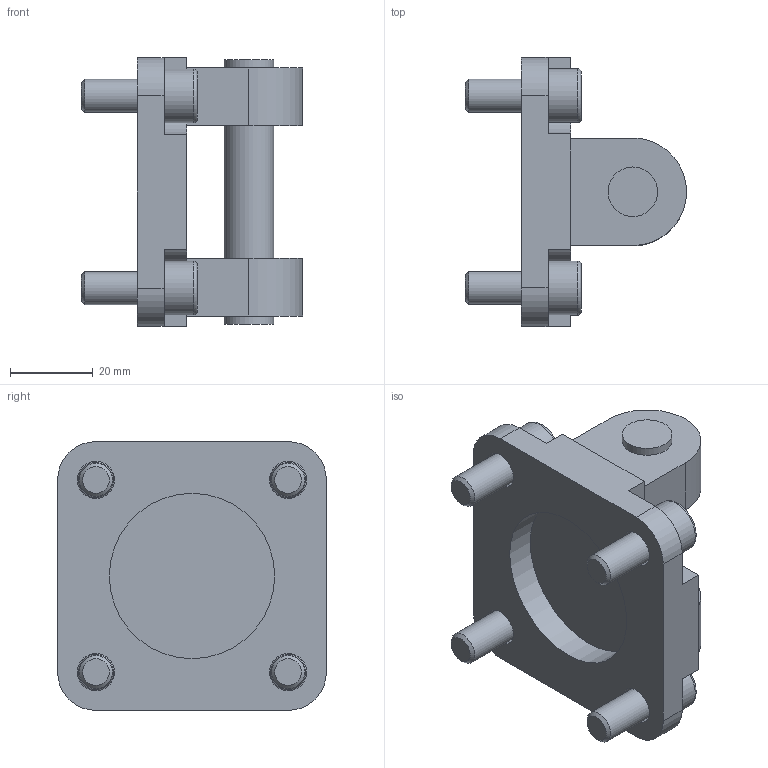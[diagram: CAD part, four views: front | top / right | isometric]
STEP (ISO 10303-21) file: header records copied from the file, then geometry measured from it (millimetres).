
FILE_DESCRIPTION(('HOOPS Exchange Step'),'2;1');
FILE_NAME('export-72FA7A09-94F2-4C44-A7F0-DAD1C1595574.stp','2021-10-01T11:11:04+02:00',('User'),('Alibre'),'HOOPS Exchange 2020.1','Alibre','Unknown authorisation');
FILE_SCHEMA( ('AP242_MANAGED_MODEL_BASED_3D_ENGINEERING_MIM_LF {1 0 10303 442 1 1 4 }') );
Length unit declared in the file: millimetre
Products named in the file (3): 3779-1 W0950502003 Female Hinge; 3779-2 DIN 912 M8x20; 3779 W0950502003 Female Hinge - Model B 050
Assembly tree (5 placements, depth 2):
  3779 W0950502003 Female Hinge - Model B 050
    3779-1 W0950502003 Female Hinge
    3779-2 DIN 912 M8x20  x4
Bounding box: 53.5 x 65 x 65 mm (x, y, z)
Volume: 62739.8 mm3; surface area: 21927 mm2
Topology: 5 solids, 5 shells, 145 faces, 362 edges, 236 vertices
Faces by surface type: plane 89, cylinder 28, cone 16, torus 12
Full cylindrical faces by diameter (mm): 8 x4, 9 x4, 12 x3, 13 x4, 40 x1
Entity records: 2335 total; most frequent: DIRECTION 412, CARTESIAN_POINT 404, ORIENTED_EDGE 368, EDGE_CURVE 184, AXIS2_PLACEMENT_3D 151, VERTEX_POINT 122, VECTOR 110, LINE 110
